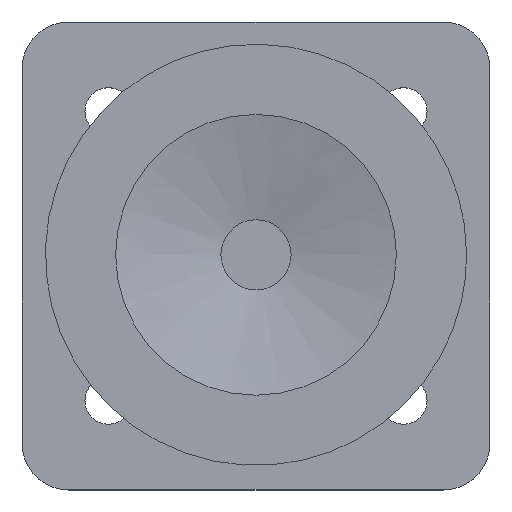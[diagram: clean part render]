
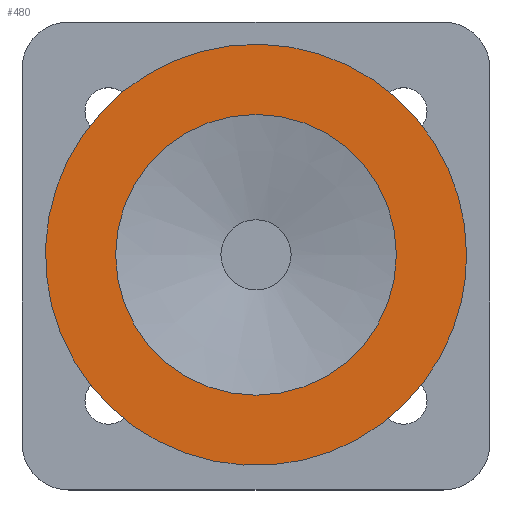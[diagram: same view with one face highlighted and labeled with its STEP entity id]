
A CAD part, top view. The second image highlights one B-rep face of the part: STEP entity #480.
In plain terms, the highlighted planar face has unit normal (0, 0, 1).
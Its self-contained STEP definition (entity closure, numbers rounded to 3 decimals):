
#384 = VERTEX_POINT('',#385);
#385 = CARTESIAN_POINT('',(9.,0.,29.5));
#391 = EDGE_CURVE('',#384,#384,#392,.T.);
#392 = B_SPLINE_CURVE_WITH_KNOTS('',14,(#393,#394,#395,#396,#397,#398,
    #399,#400,#401,#402,#403,#404,#405,#406,#407),.UNSPECIFIED.,.T.,.F.,
  (15,15),(0.,1.),.PIECEWISE_BEZIER_KNOTS.);
#393 = CARTESIAN_POINT('',(9.,0.,29.5));
#394 = CARTESIAN_POINT('',(9.,4.039,29.5));
#395 = CARTESIAN_POINT('',(7.048,8.078,29.5));
#396 = CARTESIAN_POINT('',(3.143,11.095,29.5));
#397 = CARTESIAN_POINT('',(-2.129,12.068,29.5));
#398 = CARTESIAN_POINT('',(-7.603,10.341,29.5));
#399 = CARTESIAN_POINT('',(-11.781,5.993,29.5));
#400 = CARTESIAN_POINT('',(-13.354,0.,29.5));
#401 = CARTESIAN_POINT('',(-11.781,-5.993,29.5));
#402 = CARTESIAN_POINT('',(-7.603,-10.341,29.5));
#403 = CARTESIAN_POINT('',(-2.129,-12.068,29.5));
#404 = CARTESIAN_POINT('',(3.143,-11.095,29.5));
#405 = CARTESIAN_POINT('',(7.048,-8.078,29.5));
#406 = CARTESIAN_POINT('',(9.,-4.039,29.5));
#407 = CARTESIAN_POINT('',(9.,0.,29.5));
#480 = ADVANCED_FACE('',(#481,#484),#495,.T.);
#481 = FACE_BOUND('',#482,.T.);
#482 = EDGE_LOOP('',(#483));
#483 = ORIENTED_EDGE('',*,*,#391,.T.);
#484 = FACE_BOUND('',#485,.T.);
#485 = EDGE_LOOP('',(#486));
#486 = ORIENTED_EDGE('',*,*,#487,.F.);
#487 = EDGE_CURVE('',#488,#488,#490,.T.);
#488 = VERTEX_POINT('',#489);
#489 = CARTESIAN_POINT('',(6.,0.,29.5));
#490 = CIRCLE('',#491,6.);
#491 = AXIS2_PLACEMENT_3D('',#492,#493,#494);
#492 = CARTESIAN_POINT('',(0.,0.,29.5));
#493 = DIRECTION('',(0.,0.,1.));
#494 = DIRECTION('',(1.,0.,0.));
#495 = PLANE('',#496);
#496 = AXIS2_PLACEMENT_3D('',#497,#498,#499);
#497 = CARTESIAN_POINT('',(0.,0.,29.5));
#498 = DIRECTION('',(0.,0.,1.));
#499 = DIRECTION('',(1.,0.,0.));
